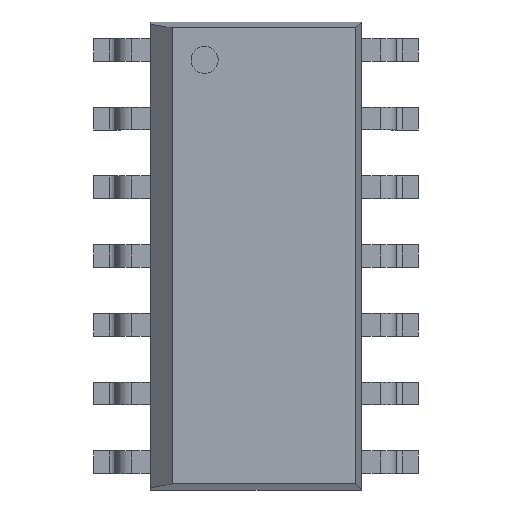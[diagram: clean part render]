
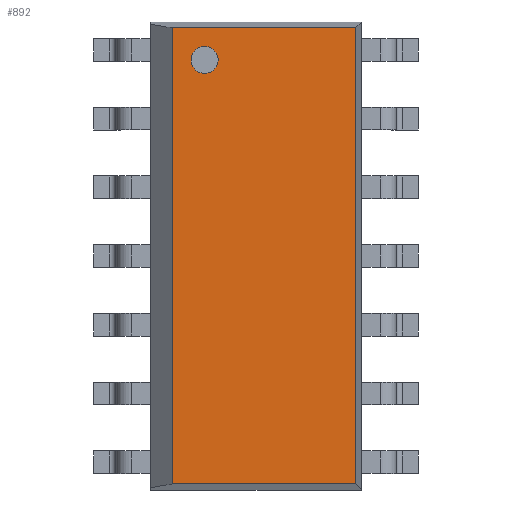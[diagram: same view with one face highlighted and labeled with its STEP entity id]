
A CAD part, top view. The second image highlights one B-rep face of the part: STEP entity #892.
In plain terms, the highlighted planar face has unit normal (0, 0, 1).
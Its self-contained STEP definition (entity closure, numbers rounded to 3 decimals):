
#64 = DIRECTION ( 'NONE',  ( -1., 0., 0. ) ) ;
#165 = EDGE_CURVE ( 'NONE', #1063, #3818, #5454, .T. ) ;
#227 = ORIENTED_EDGE ( 'NONE', *, *, #165, .T. ) ;
#309 = CARTESIAN_POINT ( 'NONE',  ( -1.55, -4.215, 1.55 ) ) ;
#728 = CARTESIAN_POINT ( 'NONE',  ( -0.7, 3.625, 1.55 ) ) ;
#731 = DIRECTION ( 'NONE',  ( 1., 0., 0. ) ) ;
#809 = VERTEX_POINT ( 'NONE', #309 ) ;
#892 = ADVANCED_FACE ( 'NONE', ( #6058, #8828 ), #1507, .T. ) ;
#1063 = VERTEX_POINT ( 'NONE', #6010 ) ;
#1147 = VECTOR ( 'NONE', #2966, 1000. ) ;
#1183 = AXIS2_PLACEMENT_3D ( 'NONE', #8159, #3790, #4509 ) ;
#1507 = PLANE ( 'NONE',  #1956 ) ;
#1802 = LINE ( 'NONE', #2703, #4467 ) ;
#1956 = AXIS2_PLACEMENT_3D ( 'NONE', #6514, #2236, #2125 ) ;
#2125 = DIRECTION ( 'NONE',  ( 1., 0., 0. ) ) ;
#2236 = DIRECTION ( 'NONE',  ( 0., 0., 1. ) ) ;
#2276 = VERTEX_POINT ( 'NONE', #728 ) ;
#2617 = ORIENTED_EDGE ( 'NONE', *, *, #7522, .F. ) ;
#2701 = VERTEX_POINT ( 'NONE', #5758 ) ;
#2703 = CARTESIAN_POINT ( 'NONE',  ( 1.84, 4.325, 1.55 ) ) ;
#2813 = DIRECTION ( 'NONE',  ( 1., 0., 0. ) ) ;
#2966 = DIRECTION ( 'NONE',  ( 0., -1., 0. ) ) ;
#3248 = CARTESIAN_POINT ( 'NONE',  ( -1.55, 4.215, 1.55 ) ) ;
#3345 = CARTESIAN_POINT ( 'NONE',  ( -0.95, 3.625, 1.55 ) ) ;
#3363 = EDGE_LOOP ( 'NONE', ( #227, #9155, #5179, #5706 ) ) ;
#3477 = LINE ( 'NONE', #5689, #7227 ) ;
#3538 = AXIS2_PLACEMENT_3D ( 'NONE', #3345, #8646, #731 ) ;
#3548 = VECTOR ( 'NONE', #64, 1000. ) ;
#3790 = DIRECTION ( 'NONE',  ( 0., 0., 1. ) ) ;
#3818 = VERTEX_POINT ( 'NONE', #3248 ) ;
#4236 = LINE ( 'NONE', #7291, #1147 ) ;
#4467 = VECTOR ( 'NONE', #7753, 1000. ) ;
#4483 = ORIENTED_EDGE ( 'NONE', *, *, #7322, .F. ) ;
#4509 = DIRECTION ( 'NONE',  ( 1., 0., 0. ) ) ;
#5179 = ORIENTED_EDGE ( 'NONE', *, *, #6503, .T. ) ;
#5454 = LINE ( 'NONE', #8715, #3548 ) ;
#5689 = CARTESIAN_POINT ( 'NONE',  ( 1.95, -4.215, 1.55 ) ) ;
#5706 = ORIENTED_EDGE ( 'NONE', *, *, #7110, .T. ) ;
#5758 = CARTESIAN_POINT ( 'NONE',  ( 1.84, -4.215, 1.55 ) ) ;
#6010 = CARTESIAN_POINT ( 'NONE',  ( 1.84, 4.215, 1.55 ) ) ;
#6058 = FACE_BOUND ( 'NONE', #6308, .T. ) ;
#6257 = CIRCLE ( 'NONE', #1183, 0.25 ) ;
#6308 = EDGE_LOOP ( 'NONE', ( #4483, #2617 ) ) ;
#6503 = EDGE_CURVE ( 'NONE', #809, #2701, #3477, .T. ) ;
#6514 = CARTESIAN_POINT ( 'NONE',  ( -1.95, -4.325, 1.55 ) ) ;
#6665 = EDGE_CURVE ( 'NONE', #3818, #809, #4236, .T. ) ;
#6824 = CIRCLE ( 'NONE', #3538, 0.25 ) ;
#7110 = EDGE_CURVE ( 'NONE', #2701, #1063, #1802, .T. ) ;
#7227 = VECTOR ( 'NONE', #2813, 1000. ) ;
#7291 = CARTESIAN_POINT ( 'NONE',  ( -1.55, -4.215, 1.55 ) ) ;
#7322 = EDGE_CURVE ( 'NONE', #2276, #9283, #6257, .T. ) ;
#7522 = EDGE_CURVE ( 'NONE', #9283, #2276, #6824, .T. ) ;
#7753 = DIRECTION ( 'NONE',  ( 0., 1., 0. ) ) ;
#7831 = CARTESIAN_POINT ( 'NONE',  ( -1.2, 3.625, 1.55 ) ) ;
#8159 = CARTESIAN_POINT ( 'NONE',  ( -0.95, 3.625, 1.55 ) ) ;
#8646 = DIRECTION ( 'NONE',  ( 0., 0., 1. ) ) ;
#8715 = CARTESIAN_POINT ( 'NONE',  ( -1.95, 4.215, 1.55 ) ) ;
#8828 = FACE_OUTER_BOUND ( 'NONE', #3363, .T. ) ;
#9155 = ORIENTED_EDGE ( 'NONE', *, *, #6665, .T. ) ;
#9283 = VERTEX_POINT ( 'NONE', #7831 ) ;
